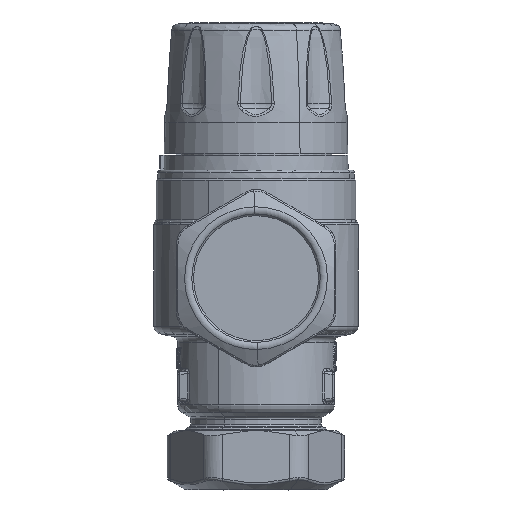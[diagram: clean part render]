
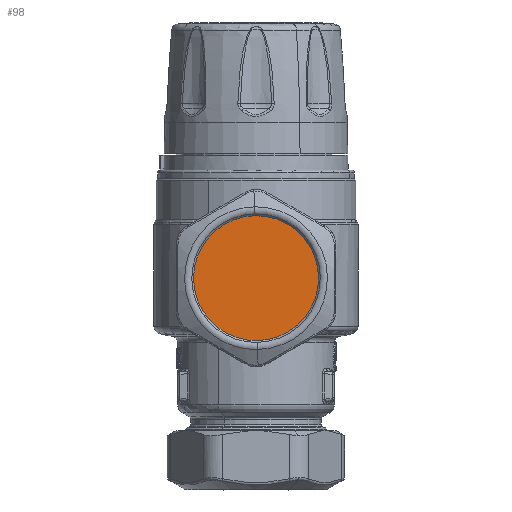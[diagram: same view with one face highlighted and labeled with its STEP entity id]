
A CAD part, front view. The second image highlights one B-rep face of the part: STEP entity #98.
In plain terms, the highlighted planar face has unit normal (0, -1, 0).
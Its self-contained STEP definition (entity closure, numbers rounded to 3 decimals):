
#75=CARTESIAN_POINT('Axis2P3D Location',(0.,-65.828,54.392)) ;
#80=CARTESIAN_POINT('Axis2P3D Location',(0.,-65.828,33.05)) ;
#84=CARTESIAN_POINT('Vertex',(-0.498,-65.828,54.144)) ;
#86=CARTESIAN_POINT('Vertex',(0.498,-65.828,11.956)) ;
#89=CARTESIAN_POINT('Axis2P3D Location',(0.,-65.828,33.05)) ;
#76=DIRECTION('Axis2P3D Direction',(0.,-1.,0.)) ;
#77=DIRECTION('Axis2P3D XDirection',(1.,0.,0.)) ;
#81=DIRECTION('Axis2P3D Direction',(0.,-1.,0.)) ;
#90=DIRECTION('Axis2P3D Direction',(0.,-1.,0.)) ;
#78=AXIS2_PLACEMENT_3D('Plane Axis2P3D',#75,#76,#77) ;
#82=AXIS2_PLACEMENT_3D('Circle Axis2P3D',#80,#81,$) ;
#91=AXIS2_PLACEMENT_3D('Circle Axis2P3D',#89,#90,$) ;
#95=ORIENTED_EDGE('',*,*,#88,.F.) ;
#96=ORIENTED_EDGE('',*,*,#93,.F.) ;
#98=ADVANCED_FACE('PartBody',(#97),#79,.T.) ;
#83=CIRCLE('generated circle',#82,21.1) ;
#92=CIRCLE('generated circle',#91,21.1) ;
#88=EDGE_CURVE('',#85,#87,#83,.F.) ;
#93=EDGE_CURVE('',#87,#85,#92,.F.) ;
#94=EDGE_LOOP('',(#95,#96)) ;
#97=FACE_OUTER_BOUND('',#94,.T.) ;
#79=PLANE('',#78) ;
#85=VERTEX_POINT('',#84) ;
#87=VERTEX_POINT('',#86) ;
